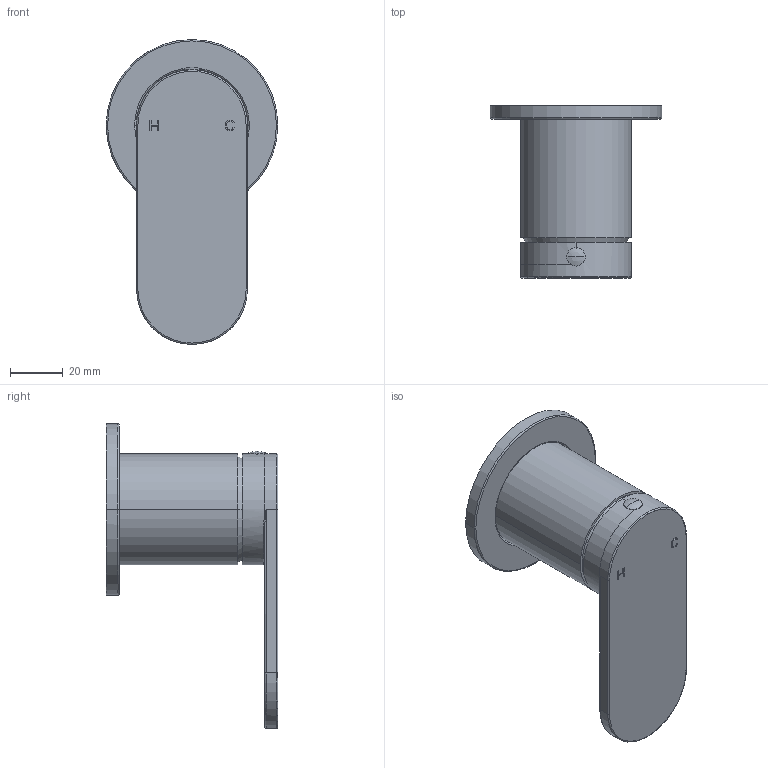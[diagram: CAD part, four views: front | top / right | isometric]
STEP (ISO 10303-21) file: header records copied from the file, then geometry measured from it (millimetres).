
FILE_DESCRIPTION((''),'2;1');
FILE_NAME('1E7007CP_ASM_ASM','2023-06-14T',('Administrator'),(''),'PRO/ENGINEER BY PARAMETRIC TECHNOLOGY CORPORATION, 2010280','PRO/ENGINEER BY PARAMETRIC TECHNOLOGY CORPORATION, 2010280','');
FILE_SCHEMA(('CONFIG_CONTROL_DESIGN'));
Length unit declared in the file: millimetre
Products named in the file (10): 2E7007-31NT_23; 2E7007-32CP_15; 2E7007-33CP_26; 2E7007-34CP_10; 3OR1037NT_5; 2A1017-21CP_31; 3LS1001NT_3; 3ZS1006NT_3; 1E7007CP_ASM_35_ASM; 1E7007CP_ASM_ASM
Assembly tree (9 placements, depth 3):
  1E7007CP_ASM_ASM
    1E7007CP_ASM_35_ASM
      2E7007-31NT_23
      2E7007-32CP_15
      2E7007-33CP_26
      2E7007-34CP_10
      3OR1037NT_5
      2A1017-21CP_31
      3LS1001NT_3
      3ZS1006NT_3
Bounding box: 65 x 65.1 x 115.5 mm (x, y, z)
Volume: 40271.9 mm3; surface area: 49064.4 mm2
Topology: 8 solids, 8 shells, 270 faces, 765 edges, 521 vertices
Faces by surface type: plane 106, cylinder 89, bspline 31, cone 26, torus 16, sphere 2
Entity records: 16321 total; most frequent: CARTESIAN_POINT 9285, ORIENTED_EDGE 1526, DIRECTION 1309, EDGE_CURVE 763, VERTEX_POINT 521, AXIS2_PLACEMENT_3D 475, VECTOR 359, LINE 359
